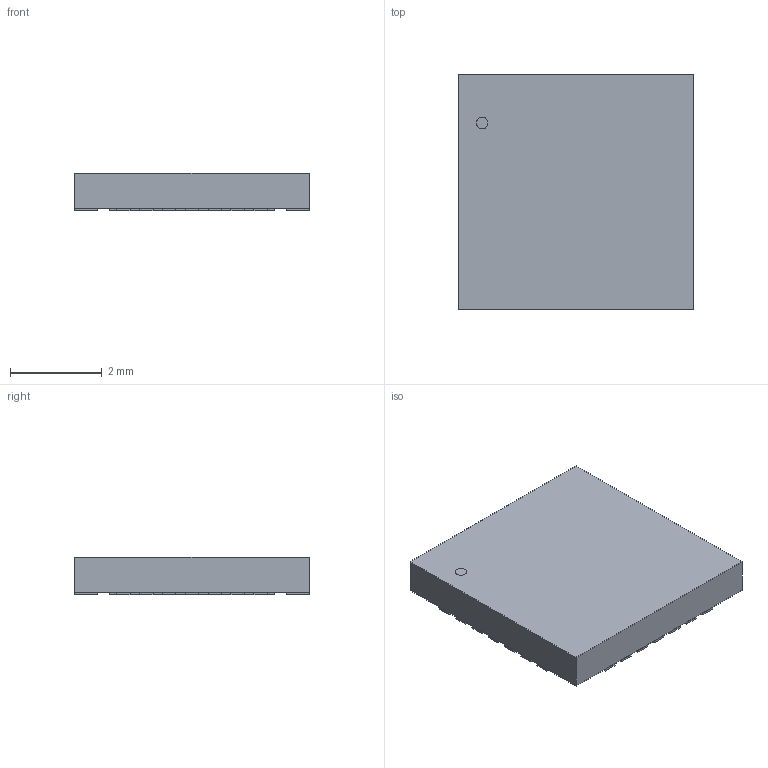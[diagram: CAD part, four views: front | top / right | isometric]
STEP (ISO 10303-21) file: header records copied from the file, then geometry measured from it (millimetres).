
FILE_DESCRIPTION(('STEP AP214'),'1');
FILE_NAME('QFN-28','2025-09-11T12:44:59',(''),(''),'','','');
FILE_SCHEMA(('AUTOMOTIVE_DESIGN'));
Length unit declared in the file: millimetre
Products named in the file (1): product
Bounding box: 5.11 x 5.11 x 0.81 mm (x, y, z)
Volume: 20.8 mm3; surface area: 105.5 mm2
Topology: 31 solids, 31 shells, 183 faces, 363 edges, 242 vertices
Faces by surface type: plane 182, cylinder 1
Full cylindrical faces by diameter (mm): 0.255 x1
Entity records: 4549 total; most frequent: DIRECTION 734, ORIENTED_EDGE 724, CARTESIAN_POINT 429, EDGE_CURVE 362, LINE 360, VECTOR 360, VERTEX_POINT 242, AXIS2_PLACEMENT_3D 187
